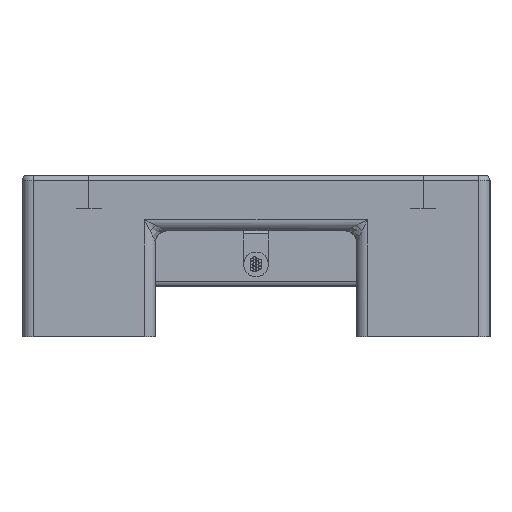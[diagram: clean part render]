
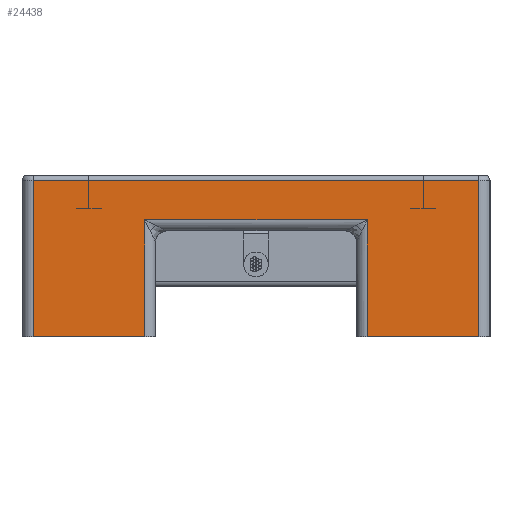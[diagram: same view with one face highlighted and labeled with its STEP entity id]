
A CAD part, left-side view. The second image highlights one B-rep face of the part: STEP entity #24438.
In plain terms, the highlighted planar face has unit normal (-1, 0, 0).
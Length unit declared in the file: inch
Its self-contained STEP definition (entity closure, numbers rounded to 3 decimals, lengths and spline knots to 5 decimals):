
#2963=DIRECTION('',(0.,1.,0.));
#2964=VECTOR('',#2963,0.3937);
#2965=CARTESIAN_POINT('',(-1.63386,0.3937,
-0.37402));
#2966=LINE('',#2965,#2964);
#3757=DIRECTION('',(0.,1.,0.));
#3758=VECTOR('',#3757,0.3937);
#3759=CARTESIAN_POINT('',(-1.63386,-0.7874,
-0.37402));
#3760=LINE('',#3759,#3758);
#4002=DIRECTION('',(0.,0.,-1.));
#4003=VECTOR('',#4002,0.41337);
#4004=CARTESIAN_POINT('',(-1.63386,-0.39369,
0.03936));
#4005=LINE('',#4004,#4003);
#4020=DIRECTION('',(0.,1.,0.));
#4021=VECTOR('',#4020,0.78738);
#4022=CARTESIAN_POINT('',(-1.63386,-0.39369,
0.03936));
#4023=LINE('',#4022,#4021);
#4024=DIRECTION('',(0.,0.,-1.));
#4025=VECTOR('',#4024,0.55118);
#4026=CARTESIAN_POINT('',(-1.63386,0.7874,
0.17717));
#4027=LINE('',#4026,#4025);
#4028=DIRECTION('',(0.,-1.,0.));
#4029=VECTOR('',#4028,1.5748);
#4030=CARTESIAN_POINT('',(-1.63386,0.7874,
0.17717));
#4031=LINE('',#4030,#4029);
#4032=DIRECTION('',(0.,0.,1.));
#4033=VECTOR('',#4032,0.55118);
#4034=CARTESIAN_POINT('',(-1.63386,-0.7874,
-0.37402));
#4035=LINE('',#4034,#4033);
#4036=DIRECTION('',(0.,0.,1.));
#4037=VECTOR('',#4036,0.41338);
#4038=CARTESIAN_POINT('',(-1.63386,0.3937,
-0.37402));
#4039=LINE('',#4038,#4037);
#15157=CARTESIAN_POINT('',(-1.63386,0.7874,
-0.37402));
#15159=VERTEX_POINT('',#15157);
#15162=CARTESIAN_POINT('',(-1.63386,-0.7874,
-0.37402));
#15164=VERTEX_POINT('',#15162);
#15175=CARTESIAN_POINT('',(-1.63386,0.3937,
-0.37402));
#15176=VERTEX_POINT('',#15175);
#15207=CARTESIAN_POINT('',(-1.63386,0.7874,
0.17717));
#15208=VERTEX_POINT('',#15207);
#15211=CARTESIAN_POINT('',(-1.63386,-0.7874,
0.17717));
#15212=VERTEX_POINT('',#15211);
#15275=CARTESIAN_POINT('',(-1.63386,-0.3937,
-0.37402));
#15276=VERTEX_POINT('',#15275);
#15317=CARTESIAN_POINT('',(-1.63386,-0.39369,
0.03936));
#15318=CARTESIAN_POINT('',(-1.63386,0.39369,
0.03936));
#15319=VERTEX_POINT('',#15317);
#15320=VERTEX_POINT('',#15318);
#24421=CARTESIAN_POINT('',(-1.63386,0.82677,0.));
#24422=DIRECTION('',(-1.,0.,0.));
#24423=DIRECTION('',(0.,-1.,0.));
#24424=AXIS2_PLACEMENT_3D('',#24421,#24422,#24423);
#24425=PLANE('',#24424);
#24426=ORIENTED_EDGE('',*,*,#24409,.T.);
#24428=ORIENTED_EDGE('',*,*,#24427,.F.);
#24429=ORIENTED_EDGE('',*,*,#22795,.T.);
#24430=ORIENTED_EDGE('',*,*,#22822,.F.);
#24432=ORIENTED_EDGE('',*,*,#24431,.T.);
#24433=ORIENTED_EDGE('',*,*,#23902,.F.);
#24434=ORIENTED_EDGE('',*,*,#23924,.T.);
#24435=ORIENTED_EDGE('',*,*,#24361,.F.);
#24436=EDGE_LOOP('',(#24426,#24428,#24429,#24430,#24432,#24433,#24434,#24435));
#24437=FACE_OUTER_BOUND('',#24436,.F.);
#24438=ADVANCED_FACE('',(#24437),#24425,.T.);
#22795=EDGE_CURVE('',#15176,#15159,#2966,.T.);
#22822=EDGE_CURVE('',#15208,#15159,#4027,.T.);
#23902=EDGE_CURVE('',#15164,#15212,#4035,.T.);
#23924=EDGE_CURVE('',#15164,#15276,#3760,.T.);
#24361=EDGE_CURVE('',#15319,#15276,#4005,.T.);
#24409=EDGE_CURVE('',#15319,#15320,#4023,.T.);
#24427=EDGE_CURVE('',#15176,#15320,#4039,.T.);
#24431=EDGE_CURVE('',#15208,#15212,#4031,.T.);
